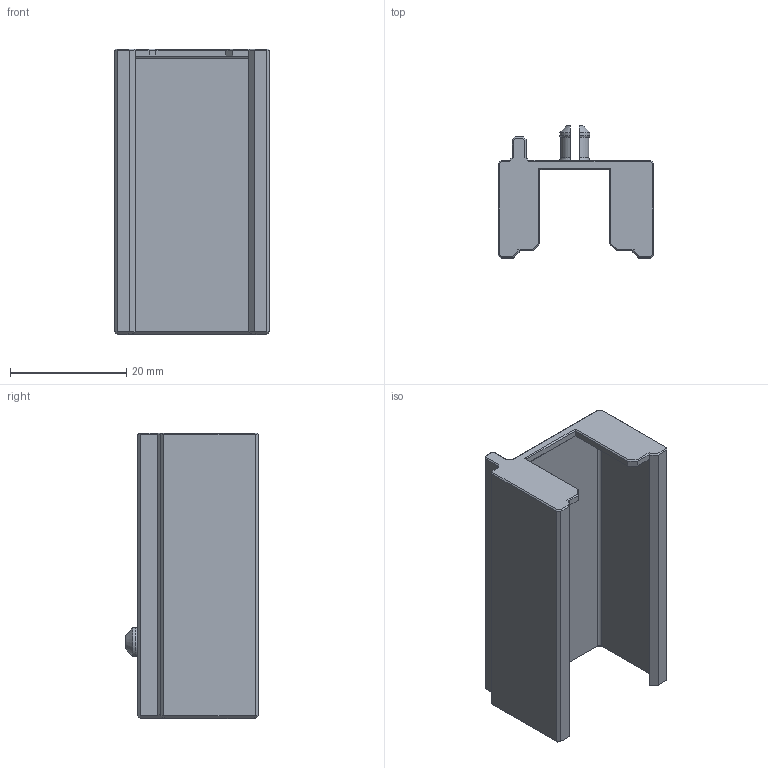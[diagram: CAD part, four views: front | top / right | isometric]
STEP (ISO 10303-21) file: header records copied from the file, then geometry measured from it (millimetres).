
FILE_DESCRIPTION(/* description */ (''),/* implementation_level */ '2;1');
FILE_NAME(/* name */ 'TailBat_case.step',/* time_stamp */ '2023-10-12T19:49:02+09:00',/* author */ (''),/* organization */ (''),/* preprocessor_version */ 'ST-DEVELOPER v20',/* originating_system */ 'Autodesk Translation Framework v12.14.0.127',/* authorisation */ '');
FILE_SCHEMA (('AUTOMOTIVE_DESIGN { 1 0 10303 214 3 1 1 }'));
Length unit declared in the file: millimetre
Products named in the file (1): TailBat_case
Bounding box: 26.8 x 22.8 x 49.2 mm (x, y, z)
Volume: 4380.2 mm3; surface area: 7044.9 mm2
Topology: 1 solids, 1 shells, 118 faces, 280 edges, 166 vertices
Faces by surface type: plane 91, cylinder 13, cone 6, torus 4, sphere 4
Entity records: 3369 total; most frequent: CARTESIAN_POINT 645, ORIENTED_EDGE 560, DIRECTION 542, EDGE_CURVE 280, LINE 232, VECTOR 232, VERTEX_POINT 166, AXIS2_PLACEMENT_3D 155
